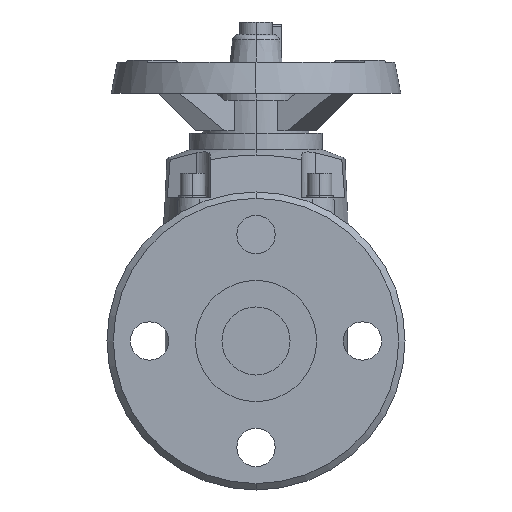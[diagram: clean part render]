
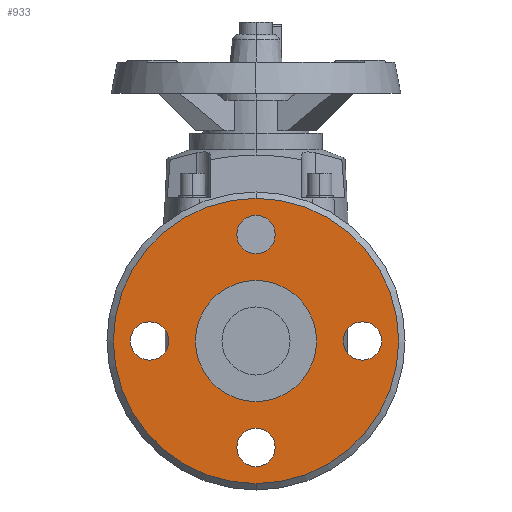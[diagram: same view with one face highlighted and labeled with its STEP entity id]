
A CAD part, left-side view. The second image highlights one B-rep face of the part: STEP entity #933.
In plain terms, the highlighted planar face has unit normal (-1, 0, 0).
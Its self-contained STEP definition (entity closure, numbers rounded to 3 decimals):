
#933=ADVANCED_FACE('',(#1920,#1921,#1922,#1923,#1924,#1925),#1926,.T.);
#1920=FACE_OUTER_BOUND('',#2926,.T.);
#1921=FACE_BOUND('',#2927,.T.);
#1922=FACE_BOUND('',#2928,.T.);
#1923=FACE_BOUND('',#2929,.T.);
#1924=FACE_BOUND('',#2930,.T.);
#1925=FACE_BOUND('',#2931,.T.);
#1926=PLANE('',#2932);
#2926=EDGE_LOOP('',(#5693,#5694));
#2927=EDGE_LOOP('',(#5695,#5696));
#2928=EDGE_LOOP('',(#5697,#5698));
#2929=EDGE_LOOP('',(#5699,#5700));
#2930=EDGE_LOOP('',(#5701,#5702));
#2931=EDGE_LOOP('',(#5703,#5704));
#2932=AXIS2_PLACEMENT_3D('',#5705,#5706,#5707);
#5693=ORIENTED_EDGE('',*,*,#5861,.T.);
#5694=ORIENTED_EDGE('',*,*,#6882,.T.);
#5695=ORIENTED_EDGE('',*,*,#6886,.T.);
#5696=ORIENTED_EDGE('',*,*,#5850,.T.);
#5697=ORIENTED_EDGE('',*,*,#6888,.T.);
#5698=ORIENTED_EDGE('',*,*,#5845,.T.);
#5699=ORIENTED_EDGE('',*,*,#6890,.T.);
#5700=ORIENTED_EDGE('',*,*,#5840,.T.);
#5701=ORIENTED_EDGE('',*,*,#6892,.T.);
#5702=ORIENTED_EDGE('',*,*,#5835,.T.);
#5703=ORIENTED_EDGE('',*,*,#5871,.T.);
#5704=ORIENTED_EDGE('',*,*,#6872,.T.);
#5705=CARTESIAN_POINT('',(-84.0,0.0,-33.5));
#5706=DIRECTION('',(-1.0,0.0,0.0));
#5707=DIRECTION('',(0.0,0.0,-1.0));
#5835=EDGE_CURVE('',#6945,#6942,#6946,.T.);
#5840=EDGE_CURVE('',#6954,#6951,#6955,.T.);
#5845=EDGE_CURVE('',#6963,#6960,#6964,.T.);
#5850=EDGE_CURVE('',#6972,#6969,#6973,.T.);
#5861=EDGE_CURVE('',#6987,#6989,#6991,.T.);
#5871=EDGE_CURVE('',#7003,#7007,#7009,.T.);
#6872=EDGE_CURVE('',#7007,#7003,#8470,.T.);
#6882=EDGE_CURVE('',#6989,#6987,#8480,.T.);
#6886=EDGE_CURVE('',#6969,#6972,#8484,.T.);
#6888=EDGE_CURVE('',#6960,#6963,#8486,.T.);
#6890=EDGE_CURVE('',#6951,#6954,#8488,.T.);
#6892=EDGE_CURVE('',#6942,#6945,#8490,.T.);
#6942=VERTEX_POINT('',#8560);
#6945=VERTEX_POINT('',#8564);
#6946=CIRCLE('',#8565,9.0);
#6951=VERTEX_POINT('',#8571);
#6954=VERTEX_POINT('',#8575);
#6955=CIRCLE('',#8576,9.0);
#6960=VERTEX_POINT('',#8582);
#6963=VERTEX_POINT('',#8586);
#6964=CIRCLE('',#8587,9.0);
#6969=VERTEX_POINT('',#8593);
#6972=VERTEX_POINT('',#8597);
#6973=CIRCLE('',#8598,9.0);
#6987=VERTEX_POINT('',#8615);
#6989=VERTEX_POINT('',#8618);
#6991=CIRCLE('',#8621,67.0);
#7003=VERTEX_POINT('',#8635);
#7007=VERTEX_POINT('',#8640);
#7009=CIRCLE('',#8643,28.462);
#8470=CIRCLE('',#11009,28.462);
#8480=CIRCLE('',#11019,67.0);
#8484=CIRCLE('',#11023,9.0);
#8486=CIRCLE('',#11025,9.0);
#8488=CIRCLE('',#11027,9.0);
#8490=CIRCLE('',#11029,9.0);
#8560=CARTESIAN_POINT('',(-84.0,0.0,-59.0));
#8564=CARTESIAN_POINT('',(-84.0,0.,-41.0));
#8565=AXIS2_PLACEMENT_3D('',#11109,#11110,#11111);
#8571=CARTESIAN_POINT('',(-84.0,59.0,0.0));
#8575=CARTESIAN_POINT('',(-84.0,41.0,0.));
#8576=AXIS2_PLACEMENT_3D('',#11117,#11118,#11119);
#8582=CARTESIAN_POINT('',(-84.0,0.0,59.0));
#8586=CARTESIAN_POINT('',(-84.0,0.,41.0));
#8587=AXIS2_PLACEMENT_3D('',#11125,#11126,#11127);
#8593=CARTESIAN_POINT('',(-84.0,-59.0,0.0));
#8597=CARTESIAN_POINT('',(-84.0,-41.0,0.));
#8598=AXIS2_PLACEMENT_3D('',#11133,#11134,#11135);
#8615=CARTESIAN_POINT('',(-84.0,0.0,-67.0));
#8618=CARTESIAN_POINT('',(-84.0,0.,67.0));
#8621=AXIS2_PLACEMENT_3D('',#11150,#11151,#11152);
#8635=CARTESIAN_POINT('',(-84.0,0.0,28.462));
#8640=CARTESIAN_POINT('',(-84.0,0.,-28.462));
#8643=AXIS2_PLACEMENT_3D('',#11166,#11167,#11168);
#11009=AXIS2_PLACEMENT_3D('',#12628,#12629,#12630);
#11019=AXIS2_PLACEMENT_3D('',#12649,#12650,#12651);
#11023=AXIS2_PLACEMENT_3D('',#12655,#12656,#12657);
#11025=AXIS2_PLACEMENT_3D('',#12658,#12659,#12660);
#11027=AXIS2_PLACEMENT_3D('',#12661,#12662,#12663);
#11029=AXIS2_PLACEMENT_3D('',#12664,#12665,#12666);
#11109=CARTESIAN_POINT('',(-84.0,0.0,-50.0));
#11110=DIRECTION('',(1.0,-0.0,0.0));
#11111=DIRECTION('',(0.0,0.0,-1.0));
#11117=CARTESIAN_POINT('',(-84.0,50.0,0.0));
#11118=DIRECTION('',(1.0,0.0,-0.0));
#11119=DIRECTION('',(0.0,1.0,0.0));
#11125=CARTESIAN_POINT('',(-84.0,0.0,50.0));
#11126=DIRECTION('',(1.0,0.0,-0.0));
#11127=DIRECTION('',(0.0,0.0,1.0));
#11133=CARTESIAN_POINT('',(-84.0,-50.0,0.0));
#11134=DIRECTION('',(1.0,0.0,-0.0));
#11135=DIRECTION('',(0.0,-1.0,0.0));
#11150=CARTESIAN_POINT('',(-84.0,0.0,0.0));
#11151=DIRECTION('',(-1.0,0.0,0.0));
#11152=DIRECTION('',(0.0,0.0,-1.0));
#11166=CARTESIAN_POINT('',(-84.0,0.0,0.0));
#11167=DIRECTION('',(1.0,0.0,-0.0));
#11168=DIRECTION('',(0.0,0.0,1.0));
#12628=CARTESIAN_POINT('',(-84.0,0.0,0.0));
#12629=DIRECTION('',(1.0,0.0,-0.0));
#12630=DIRECTION('',(0.0,0.0,1.0));
#12649=CARTESIAN_POINT('',(-84.0,0.0,0.0));
#12650=DIRECTION('',(-1.0,0.0,0.0));
#12651=DIRECTION('',(0.0,0.0,-1.0));
#12655=CARTESIAN_POINT('',(-84.0,-50.0,0.0));
#12656=DIRECTION('',(1.0,0.0,-0.0));
#12657=DIRECTION('',(0.0,-1.0,0.0));
#12658=CARTESIAN_POINT('',(-84.0,0.0,50.0));
#12659=DIRECTION('',(1.0,0.0,-0.0));
#12660=DIRECTION('',(0.0,0.0,1.0));
#12661=CARTESIAN_POINT('',(-84.0,50.0,0.0));
#12662=DIRECTION('',(1.0,0.0,-0.0));
#12663=DIRECTION('',(0.0,1.0,0.0));
#12664=CARTESIAN_POINT('',(-84.0,0.0,-50.0));
#12665=DIRECTION('',(1.0,-0.0,0.0));
#12666=DIRECTION('',(0.0,0.0,-1.0));
